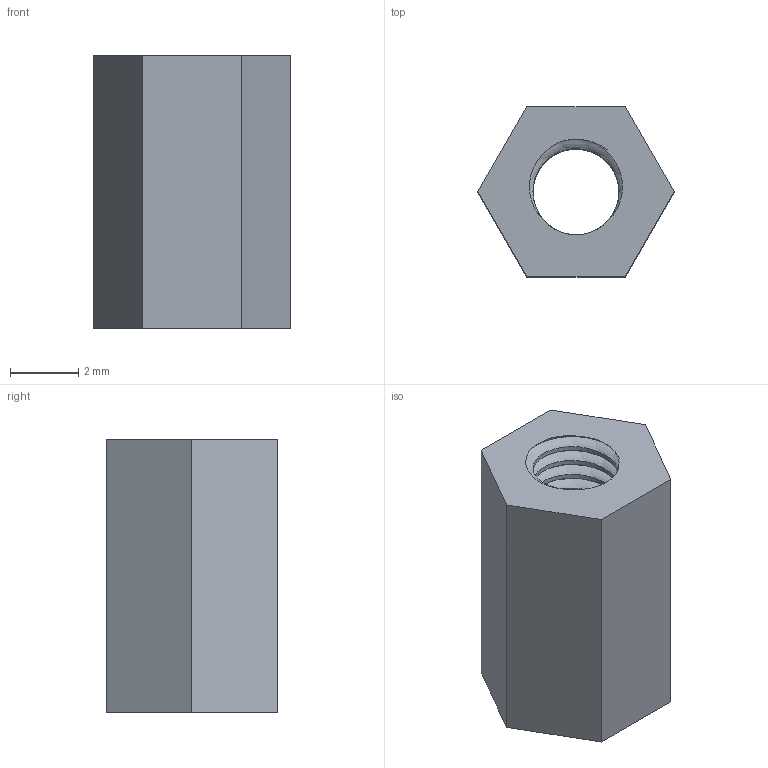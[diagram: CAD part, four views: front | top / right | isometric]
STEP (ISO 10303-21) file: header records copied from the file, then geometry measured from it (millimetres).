
FILE_DESCRIPTION(/* description */ (''),/* implementation_level */ '2;1');
FILE_NAME(/* name */ '8mm M3 Hex Spacer.step',/* time_stamp */ '2025-07-01T13:33:45+02:00',/* author */ (''),/* organization */ (''),/* preprocessor_version */ 'ST-DEVELOPER v20.1',/* originating_system */ 'Autodesk Translation Framework v14.10.0.0',/* authorisation */ '');
FILE_SCHEMA (('AUTOMOTIVE_DESIGN { 1 0 10303 214 3 1 1 }'));
Length unit declared in the file: millimetre
Products named in the file (1): 8mm M3 Hex Spacer
Bounding box: 5.77 x 5 x 8 mm (x, y, z)
Volume: 125.3 mm3; surface area: 284.6 mm2
Topology: 1 solids, 1 shells, 44 faces, 126 edges, 84 vertices
Faces by surface type: cylinder 34, plane 8, bspline 2
Full cylindrical faces by diameter (mm): 2.529 x8, 3.086 x4
Entity records: 3470 total; most frequent: CARTESIAN_POINT 2417, ORIENTED_EDGE 252, DIRECTION 144, EDGE_CURVE 126, VERTEX_POINT 84, B_SPLINE_CURVE_WITH_KNOTS 72, LINE 50, VECTOR 50
